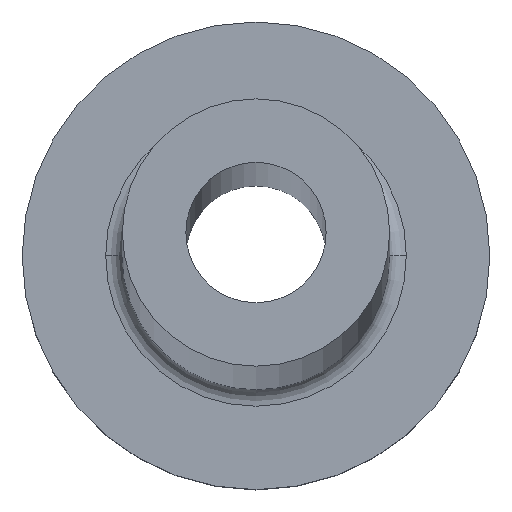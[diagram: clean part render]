
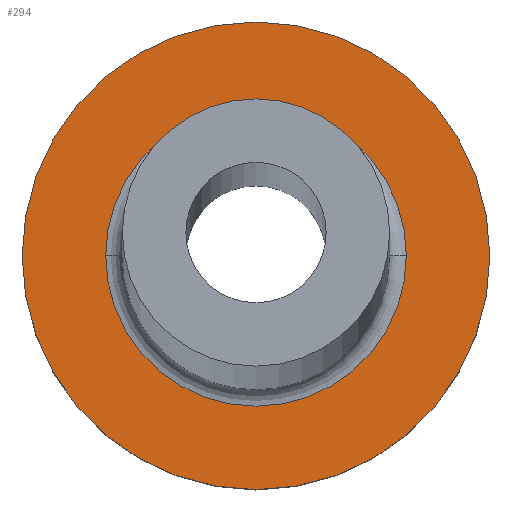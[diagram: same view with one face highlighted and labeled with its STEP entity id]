
A CAD part, top view. The second image highlights one B-rep face of the part: STEP entity #294.
In plain terms, the highlighted planar face has unit normal (0, 0, 1).
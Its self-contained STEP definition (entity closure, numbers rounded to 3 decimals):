
#1 = CARTESIAN_POINT ( 'NONE',  ( 0., 0., 5. ) ) ;
#2 = ORIENTED_EDGE ( 'NONE', *, *, #17, .T. ) ;
#8 = ORIENTED_EDGE ( 'NONE', *, *, #218, .T. ) ;
#10 = CARTESIAN_POINT ( 'NONE',  ( 0., 0., 5. ) ) ;
#17 = EDGE_CURVE ( 'NONE', #180, #269, #74, .T. ) ;
#25 = CIRCLE ( 'NONE', #237, 7. ) ;
#42 = FACE_BOUND ( 'NONE', #334, .T. ) ;
#43 = EDGE_CURVE ( 'NONE', #269, #180, #25, .T. ) ;
#57 = DIRECTION ( 'NONE',  ( 0., 0., -1. ) ) ;
#68 = DIRECTION ( 'NONE',  ( 0., 0., 1. ) ) ;
#74 = CIRCLE ( 'NONE', #258, 7. ) ;
#98 = ORIENTED_EDGE ( 'NONE', *, *, #43, .T. ) ;
#100 = ORIENTED_EDGE ( 'NONE', *, *, #284, .T. ) ;
#106 = VERTEX_POINT ( 'NONE', #137 ) ;
#116 = DIRECTION ( 'NONE',  ( 1., 0., 0. ) ) ;
#119 = AXIS2_PLACEMENT_3D ( 'NONE', #274, #68, #335 ) ;
#120 = CARTESIAN_POINT ( 'NONE',  ( 0., 0., 5. ) ) ;
#124 = FACE_OUTER_BOUND ( 'NONE', #300, .T. ) ;
#130 = CARTESIAN_POINT ( 'NONE',  ( -4.5, 0., 5. ) ) ;
#137 = CARTESIAN_POINT ( 'NONE',  ( 4.5, 0., 5. ) ) ;
#139 = VERTEX_POINT ( 'NONE', #130 ) ;
#154 = DIRECTION ( 'NONE',  ( 1., 0., 0. ) ) ;
#173 = CARTESIAN_POINT ( 'NONE',  ( 7., 0., 5. ) ) ;
#178 = CARTESIAN_POINT ( 'NONE',  ( 0., 0., 5. ) ) ;
#179 = DIRECTION ( 'NONE',  ( 0., 0., -1. ) ) ;
#180 = VERTEX_POINT ( 'NONE', #173 ) ;
#186 = CIRCLE ( 'NONE', #371, 4.5 ) ;
#218 = EDGE_CURVE ( 'NONE', #106, #139, #273, .T. ) ;
#227 = DIRECTION ( 'NONE',  ( 1., 0., 0. ) ) ;
#237 = AXIS2_PLACEMENT_3D ( 'NONE', #1, #277, #227 ) ;
#258 = AXIS2_PLACEMENT_3D ( 'NONE', #178, #298, #344 ) ;
#269 = VERTEX_POINT ( 'NONE', #368 ) ;
#273 = CIRCLE ( 'NONE', #280, 4.5 ) ;
#274 = CARTESIAN_POINT ( 'NONE',  ( 0., 0., 5. ) ) ;
#277 = DIRECTION ( 'NONE',  ( 0., 0., 1. ) ) ;
#280 = AXIS2_PLACEMENT_3D ( 'NONE', #10, #57, #116 ) ;
#284 = EDGE_CURVE ( 'NONE', #139, #106, #186, .T. ) ;
#294 = ADVANCED_FACE ( 'NONE', ( #42, #124 ), #301, .T. ) ;
#298 = DIRECTION ( 'NONE',  ( 0., 0., 1. ) ) ;
#300 = EDGE_LOOP ( 'NONE', ( #98, #2 ) ) ;
#301 = PLANE ( 'NONE',  #119 ) ;
#334 = EDGE_LOOP ( 'NONE', ( #8, #100 ) ) ;
#335 = DIRECTION ( 'NONE',  ( 1., 0., 0. ) ) ;
#344 = DIRECTION ( 'NONE',  ( 1., 0., 0. ) ) ;
#368 = CARTESIAN_POINT ( 'NONE',  ( -7., 0., 5. ) ) ;
#371 = AXIS2_PLACEMENT_3D ( 'NONE', #120, #179, #154 ) ;
